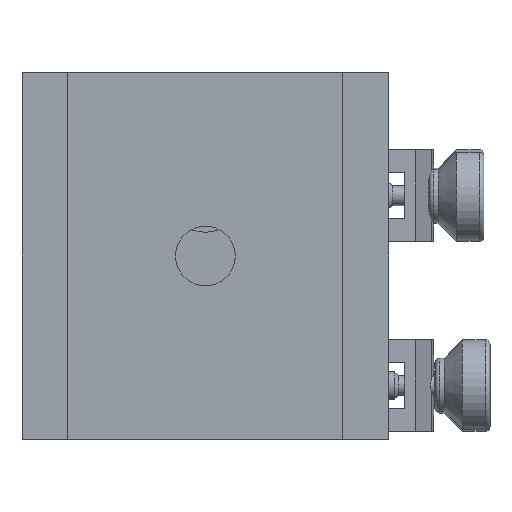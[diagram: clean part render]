
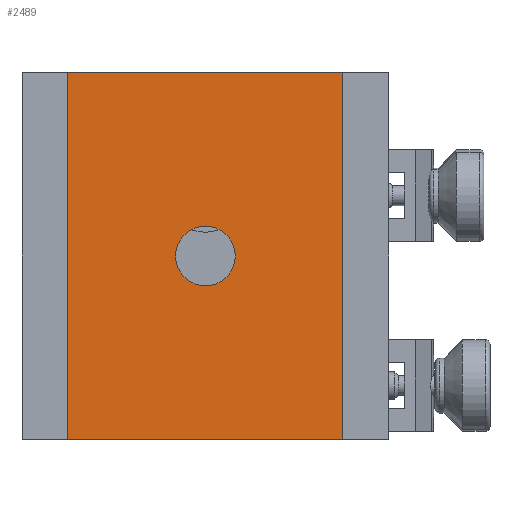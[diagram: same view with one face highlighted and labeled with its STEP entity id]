
A CAD part, front view. The second image highlights one B-rep face of the part: STEP entity #2489.
In plain terms, the highlighted planar face has unit normal (0, -1, 0).
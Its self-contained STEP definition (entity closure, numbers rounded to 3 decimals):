
#109 = CARTESIAN_POINT ( 'NONE',  ( 0., -6., -20. ) ) ;
#788 = CIRCLE ( 'NONE', #4284, 3.25 ) ;
#869 = EDGE_CURVE ( 'NONE', #3610, #3312, #788, .T. ) ;
#885 = VECTOR ( 'NONE', #6105, 1000. ) ;
#1157 = EDGE_CURVE ( 'NONE', #2843, #4654, #1960, .T. ) ;
#1214 = DIRECTION ( 'NONE',  ( 1., 0., 0. ) ) ;
#1248 = CARTESIAN_POINT ( 'NONE',  ( 3.25, -6., 0. ) ) ;
#1268 = DIRECTION ( 'NONE',  ( 1., 0., 0. ) ) ;
#1523 = FACE_BOUND ( 'NONE', #2545, .T. ) ;
#1600 = CARTESIAN_POINT ( 'NONE',  ( -15., -6., 294.662 ) ) ;
#1604 = VECTOR ( 'NONE', #4395, 1000. ) ;
#1649 = AXIS2_PLACEMENT_3D ( 'NONE', #3640, #5566, #1268 ) ;
#1756 = EDGE_CURVE ( 'NONE', #5141, #2843, #5881, .T. ) ;
#1813 = VERTEX_POINT ( 'NONE', #5978 ) ;
#1960 = LINE ( 'NONE', #109, #1604 ) ;
#1980 = CARTESIAN_POINT ( 'NONE',  ( -3.25, -6., 0. ) ) ;
#2138 = DIRECTION ( 'NONE',  ( 0., 0., 1. ) ) ;
#2205 = ORIENTED_EDGE ( 'NONE', *, *, #5074, .F. ) ;
#2285 = LINE ( 'NONE', #4178, #885 ) ;
#2489 = ADVANCED_FACE ( 'NONE', ( #1523, #4402 ), #2559, .T. ) ;
#2527 = VECTOR ( 'NONE', #4052, 1000. ) ;
#2538 = EDGE_LOOP ( 'NONE', ( #5430, #4097, #3974, #2205 ) ) ;
#2545 = EDGE_LOOP ( 'NONE', ( #2598, #5506 ) ) ;
#2559 = PLANE ( 'NONE',  #5842 ) ;
#2598 = ORIENTED_EDGE ( 'NONE', *, *, #869, .F. ) ;
#2643 = EDGE_CURVE ( 'NONE', #3312, #3610, #3723, .T. ) ;
#2843 = VERTEX_POINT ( 'NONE', #5776 ) ;
#2953 = CARTESIAN_POINT ( 'NONE',  ( 15., -6., 294.662 ) ) ;
#3308 = EDGE_CURVE ( 'NONE', #4654, #1813, #5330, .T. ) ;
#3312 = VERTEX_POINT ( 'NONE', #1248 ) ;
#3516 = DIRECTION ( 'NONE',  ( 0., -1., 0. ) ) ;
#3610 = VERTEX_POINT ( 'NONE', #1980 ) ;
#3627 = DIRECTION ( 'NONE',  ( 0., -1., 0. ) ) ;
#3640 = CARTESIAN_POINT ( 'NONE',  ( 0., -6., 0. ) ) ;
#3723 = CIRCLE ( 'NONE', #1649, 3.25 ) ;
#3891 = CARTESIAN_POINT ( 'NONE',  ( 0., -6., 0. ) ) ;
#3974 = ORIENTED_EDGE ( 'NONE', *, *, #3308, .T. ) ;
#4052 = DIRECTION ( 'NONE',  ( 0., 0., -1. ) ) ;
#4097 = ORIENTED_EDGE ( 'NONE', *, *, #1157, .T. ) ;
#4178 = CARTESIAN_POINT ( 'NONE',  ( 0., -6., 20. ) ) ;
#4284 = AXIS2_PLACEMENT_3D ( 'NONE', #6017, #3627, #1214 ) ;
#4395 = DIRECTION ( 'NONE',  ( 1., 0., 0. ) ) ;
#4402 = FACE_OUTER_BOUND ( 'NONE', #2538, .T. ) ;
#4654 = VERTEX_POINT ( 'NONE', #5178 ) ;
#5074 = EDGE_CURVE ( 'NONE', #5141, #1813, #2285, .T. ) ;
#5141 = VERTEX_POINT ( 'NONE', #5347 ) ;
#5178 = CARTESIAN_POINT ( 'NONE',  ( 15., -6., -20. ) ) ;
#5330 = LINE ( 'NONE', #2953, #5457 ) ;
#5347 = CARTESIAN_POINT ( 'NONE',  ( -15., -6., 20. ) ) ;
#5430 = ORIENTED_EDGE ( 'NONE', *, *, #1756, .T. ) ;
#5440 = DIRECTION ( 'NONE',  ( 1., 0., 0. ) ) ;
#5457 = VECTOR ( 'NONE', #2138, 1000. ) ;
#5506 = ORIENTED_EDGE ( 'NONE', *, *, #2643, .F. ) ;
#5566 = DIRECTION ( 'NONE',  ( 0., -1., 0. ) ) ;
#5776 = CARTESIAN_POINT ( 'NONE',  ( -15., -6., -20. ) ) ;
#5842 = AXIS2_PLACEMENT_3D ( 'NONE', #3891, #3516, #5440 ) ;
#5881 = LINE ( 'NONE', #1600, #2527 ) ;
#5978 = CARTESIAN_POINT ( 'NONE',  ( 15., -6., 20. ) ) ;
#6017 = CARTESIAN_POINT ( 'NONE',  ( 0., -6., 0. ) ) ;
#6105 = DIRECTION ( 'NONE',  ( 1., 0., 0. ) ) ;
